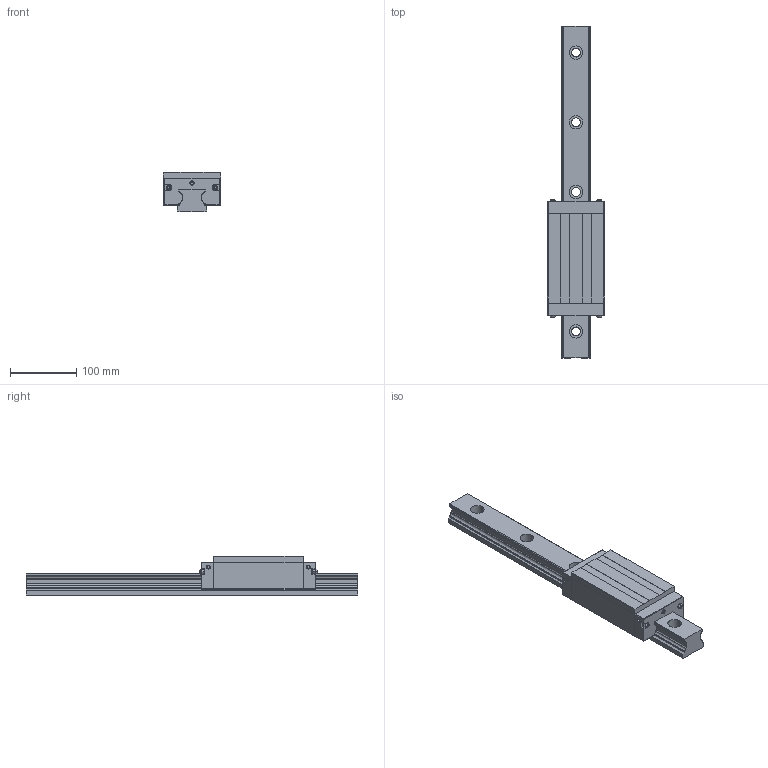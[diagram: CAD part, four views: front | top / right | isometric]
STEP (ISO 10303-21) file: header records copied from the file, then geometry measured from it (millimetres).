
FILE_DESCRIPTION(('STEP AP214'),'1');
FILE_NAME('kuve45-b-sl-w1-v1-g2_500-40_40.stp','2024-09-27T12:36:59',('TraceParts'),('TraceParts S.A.'),'Spatial InterOp 3D',' ',' ');
FILE_SCHEMA(('AUTOMOTIVE_DESIGN { 1 0 10303 214 1 1 1 1 }'));
Length unit declared in the file: millimetre
Products named in the file (1): kuve45-b-sl-w1-v1-g2_500-40_40_1
Bounding box: 86 x 500 x 60 mm (x, y, z)
Volume: 1151489.3 mm3; surface area: 181209.3 mm2
Topology: 10 solids, 15 shells, 706 faces, 1802 edges, 1160 vertices
Faces by surface type: plane 292, cylinder 270, cone 120, torus 24
Entity records: 27156 total; most frequent: DIRECTION 3906, CARTESIAN_POINT 3854, ORIENTED_EDGE 3572, EDGE_CURVE 1786, AXIS2_PLACEMENT_3D 1452, VERTEX_POINT 1160, LINE 1002, VECTOR 1002
